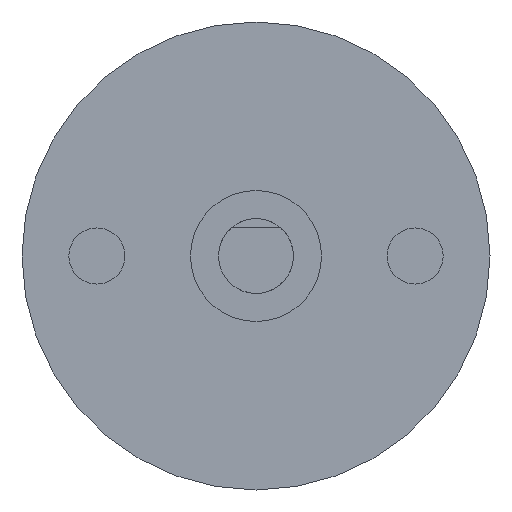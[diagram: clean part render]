
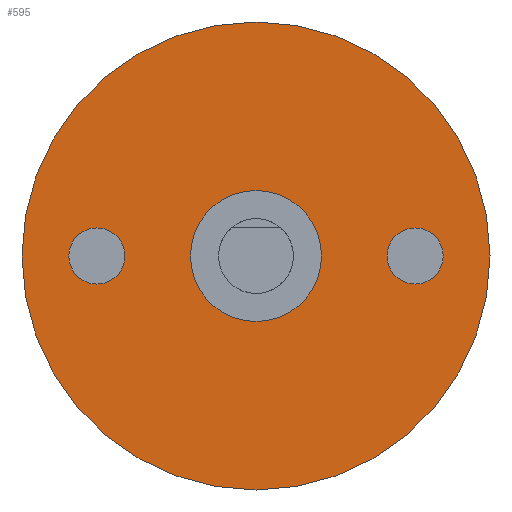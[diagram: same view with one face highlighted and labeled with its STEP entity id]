
A CAD part, front view. The second image highlights one B-rep face of the part: STEP entity #595.
In plain terms, the highlighted planar face has unit normal (0, -1, 0).
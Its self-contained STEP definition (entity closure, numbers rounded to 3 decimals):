
#33=FACE_BOUND('',#122,.T.);
#34=FACE_BOUND('',#123,.T.);
#40=PLANE('',#666);
#75=FACE_OUTER_BOUND('',#121,.T.);
#121=EDGE_LOOP('',(#439));
#122=EDGE_LOOP('',(#440));
#123=EDGE_LOOP('',(#441));
#265=CIRCLE('',#657,1.5);
#267=CIRCLE('',#660,1.5);
#270=CIRCLE('',#664,12.5);
#294=VERTEX_POINT('',#928);
#296=VERTEX_POINT('',#934);
#299=VERTEX_POINT('',#942);
#346=EDGE_CURVE('',#294,#294,#265,.T.);
#349=EDGE_CURVE('',#296,#296,#267,.T.);
#354=EDGE_CURVE('',#299,#299,#270,.T.);
#439=ORIENTED_EDGE('',*,*,#354,.F.);
#440=ORIENTED_EDGE('',*,*,#346,.T.);
#441=ORIENTED_EDGE('',*,*,#349,.T.);
#595=ADVANCED_FACE('',(#75,#33,#34),#40,.F.);
#657=AXIS2_PLACEMENT_3D('',#929,#733,#734);
#660=AXIS2_PLACEMENT_3D('',#935,#740,#741);
#664=AXIS2_PLACEMENT_3D('',#944,#750,#751);
#666=AXIS2_PLACEMENT_3D('',#946,#754,#755);
#733=DIRECTION('center_axis',(0.,1.,0.));
#734=DIRECTION('ref_axis',(1.,0.,0.));
#740=DIRECTION('center_axis',(0.,1.,0.));
#741=DIRECTION('ref_axis',(1.,0.,0.));
#750=DIRECTION('center_axis',(0.,1.,0.));
#751=DIRECTION('ref_axis',(1.,0.,0.));
#754=DIRECTION('center_axis',(0.,1.,0.));
#755=DIRECTION('ref_axis',(1.,0.,0.));
#928=CARTESIAN_POINT('',(7.,0.,0.));
#929=CARTESIAN_POINT('Origin',(8.5,0.,0.));
#934=CARTESIAN_POINT('',(-10.,0.,0.));
#935=CARTESIAN_POINT('Origin',(-8.5,0.,0.));
#942=CARTESIAN_POINT('',(-12.5,0.,0.));
#944=CARTESIAN_POINT('Origin',(0.,0.,0.));
#946=CARTESIAN_POINT('Origin',(0.,0.,0.));
